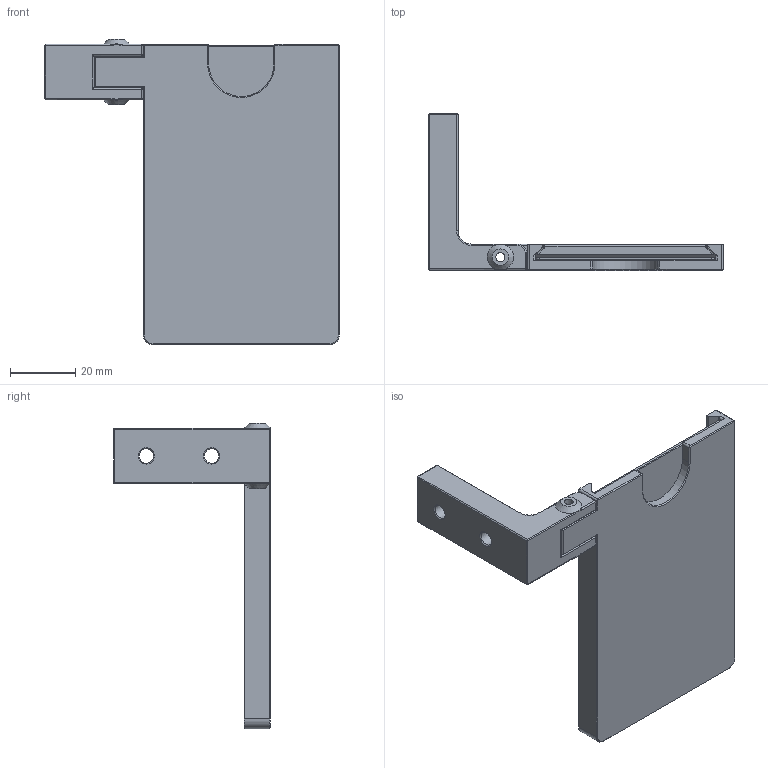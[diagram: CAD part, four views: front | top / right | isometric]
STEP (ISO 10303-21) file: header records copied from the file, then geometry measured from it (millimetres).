
FILE_DESCRIPTION(/* description */ (''),/* implementation_level */ '2;1');
FILE_NAME(/* name */ 'printable_dope_card_holder.step',/* time_stamp */ '2022-10-17T00:24:47+13:00',/* author */ (''),/* organization */ (''),/* preprocessor_version */ 'ST-DEVELOPER v19',/* originating_system */ 'Autodesk Translation Framework v11.7.0.108',/* authorisation */ '');
FILE_SCHEMA (('AUTOMOTIVE_DESIGN { 1 0 10303 214 3 1 1 }'));
Length unit declared in the file: millimetre
Products named in the file (4): spuhr_dope_holder; spuhr_interface_adapter; dope_card_holder; dope_card_spacer
Assembly tree (3 placements, depth 2):
  spuhr_dope_holder
    spuhr_interface_adapter
    dope_card_holder
    dope_card_spacer
Bounding box: 90.2 x 48 x 93.5 mm (x, y, z)
Volume: 34168.7 mm3; surface area: 29041.5 mm2
Topology: 3 solids, 3 shells, 162 faces, 398 edges, 242 vertices
Faces by surface type: plane 63, cylinder 58, torus 14, cone 11, bspline 10, sphere 6
Full cylindrical faces by diameter (mm): 2.8 x2, 3.2 x1, 4.4 x2, 7.9 x2
Entity records: 5174 total; most frequent: CARTESIAN_POINT 1179, DIRECTION 859, ORIENTED_EDGE 792, EDGE_CURVE 396, AXIS2_PLACEMENT_3D 326, VERTEX_POINT 242, LINE 207, VECTOR 207
